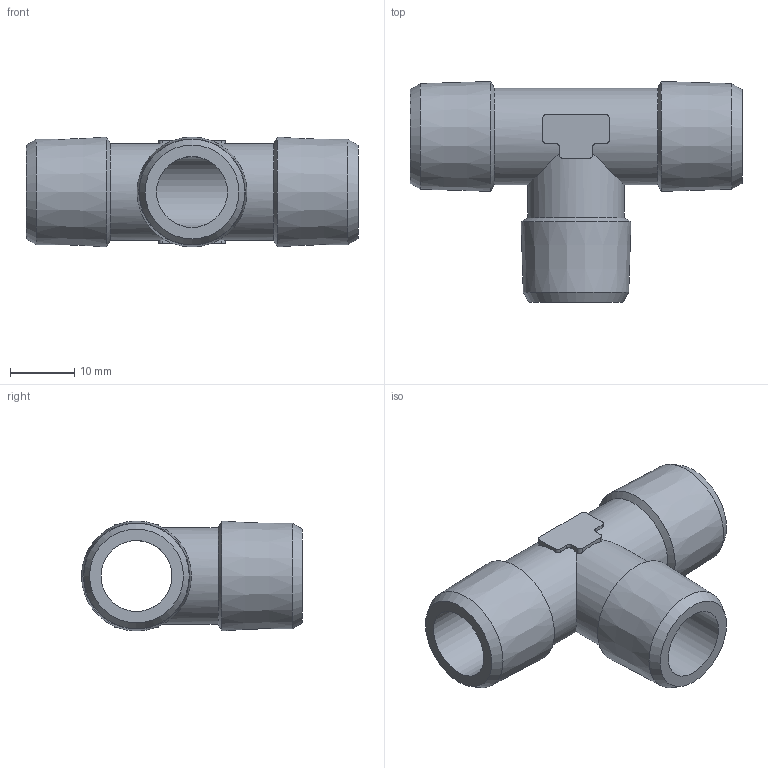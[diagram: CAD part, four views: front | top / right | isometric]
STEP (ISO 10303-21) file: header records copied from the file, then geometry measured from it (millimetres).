
FILE_DESCRIPTION(/* description */ ('STEP AP214'),/* implementation_level */ '2;1');
FILE_NAME(/* name */ '8030253_NPFC-T-3R38-M',/* time_stamp */ '2024-09-13T00:32:06+02:00',/* author */ ('License CC BY-ND 4.0'),/* organization */ ('CADENAS'),/* preprocessor_version */ 'ST-DEVELOPER v19.3',/* originating_system */ 'PARTsolutions',/* authorisation */ ' ');
FILE_SCHEMA (('AUTOMOTIVE_DESIGN {1 0 10303 214 3 1 1}'));
Length unit declared in the file: millimetre
Products named in the file (1): 8030253 NPFC-T-3R38-M
Bounding box: 51.5 x 34.27 x 17.04 mm (x, y, z)
Volume: 7196.2 mm3; surface area: 6198.4 mm2
Topology: 1 solids, 1 shells, 50 faces, 137 edges, 89 vertices
Faces by surface type: plane 21, cylinder 20, cone 9
Full cylindrical faces by diameter (mm): 11 x2, 15 x2
Entity records: 1538 total; most frequent: CARTESIAN_POINT 303, DIRECTION 250, ORIENTED_EDGE 238, EDGE_CURVE 119, AXIS2_PLACEMENT_3D 96, VERTEX_POINT 85, EDGE_LOOP 68, FACE_BOUND 68
